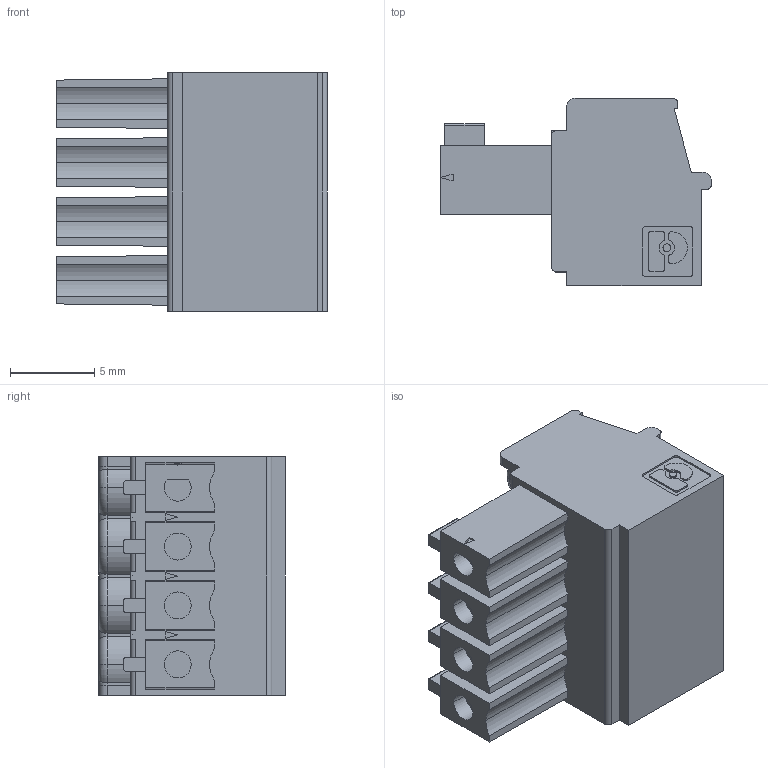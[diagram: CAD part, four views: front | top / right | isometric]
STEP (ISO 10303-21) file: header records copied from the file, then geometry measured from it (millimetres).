
FILE_DESCRIPTION(('SolidDesigner STEP Export'),'1');
FILE_NAME('mc_1.5-4-st-3.5.stp','2000-11-24T12:19:08',(''),(''), 'SolidDesigner STEP processor Version: 7.0(Mar 1999)for AP214(CD)(Solid Model)', 'CoCreate SolidDesigner: 08.01 19-Jun-2000(C) CoCreate Software GmbH','');
FILE_SCHEMA(('AUTOMOTIVE_DESIGN_CC2 {1 2 10303 214 -1 1 5 1}'));
Length unit declared in the file: millimetre
Products named in the file (2): mc_1.5-4-st-3.5
Assembly tree (1 placements, depth 2):
  mc_1.5-4-st-3.5
    mc_1.5-4-st-3.5
Bounding box: 16.1 x 11.1 x 14.2 mm (x, y, z)
Volume: 1445 mm3; surface area: 1411.7 mm2
Topology: 1 solids, 1 shells, 326 faces, 858 edges, 562 vertices
Faces by surface type: plane 176, cylinder 110, torus 24, cone 16
Entity records: 13577 total; most frequent: CARTESIAN_POINT 3191, ORIENTED_EDGE 1716, DIRECTION 1457, EDGE_CURVE 858, VERTEX_POINT 562, VECTOR 507, LINE 507, AXIS2_PLACEMENT_3D 475
